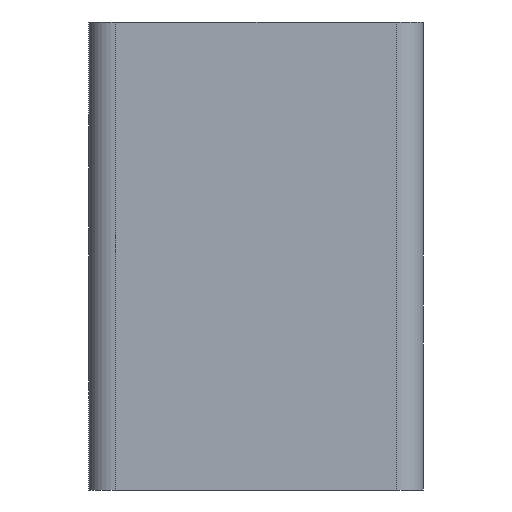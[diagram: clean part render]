
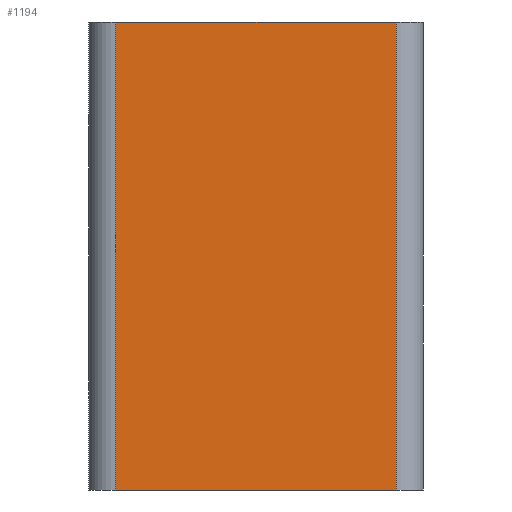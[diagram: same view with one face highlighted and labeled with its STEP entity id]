
A CAD part, left-side view. The second image highlights one B-rep face of the part: STEP entity #1194.
In plain terms, the highlighted planar face has unit normal (-1, 0, 0).
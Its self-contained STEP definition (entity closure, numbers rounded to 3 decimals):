
#75 = AXIS2_PLACEMENT_3D ( 'NONE', #1520, #1518, #1517 ) ;
#421 = VERTEX_POINT ( 'NONE', #657 ) ;
#430 = VERTEX_POINT ( 'NONE', #648 ) ;
#491 = VERTEX_POINT ( 'NONE', #590 ) ;
#499 = VERTEX_POINT ( 'NONE', #671 ) ;
#590 = CARTESIAN_POINT ( 'NONE',  ( -40., 46., -35. ) ) ;
#648 = CARTESIAN_POINT ( 'NONE',  ( -40., 46., 35. ) ) ;
#657 = CARTESIAN_POINT ( 'NONE',  ( -40., 4., 35. ) ) ;
#671 = CARTESIAN_POINT ( 'NONE',  ( -40., 4., -35. ) ) ;
#1089 = ORIENTED_EDGE ( 'NONE', *, *, #1201, .F. ) ;
#1095 = ORIENTED_EDGE ( 'NONE', *, *, #1200, .F. ) ;
#1097 = ORIENTED_EDGE ( 'NONE', *, *, #1202, .T. ) ;
#1102 = ORIENTED_EDGE ( 'NONE', *, *, #1204, .T. ) ;
#1136 = EDGE_LOOP ( 'NONE', ( #1097, #1095, #1089, #1102 ) ) ;
#1194 = ADVANCED_FACE ( 'NONE', ( #1611 ), #1618, .F. ) ;
#1200 = EDGE_CURVE ( 'NONE', #421, #499, #1526, .T. ) ;
#1201 = EDGE_CURVE ( 'NONE', #430, #421, #1440, .T. ) ;
#1202 = EDGE_CURVE ( 'NONE', #491, #499, #1437, .T. ) ;
#1204 = EDGE_CURVE ( 'NONE', #430, #491, #1266, .T. ) ;
#1264 = DIRECTION ( 'NONE',  ( 0., -1., 0. ) ) ;
#1266 = LINE ( 'NONE', #1527, #1890 ) ;
#1273 = CARTESIAN_POINT ( 'NONE',  ( -40., 4., 35. ) ) ;
#1283 = DIRECTION ( 'NONE',  ( 0., -1., 0. ) ) ;
#1284 = CARTESIAN_POINT ( 'NONE',  ( -40., 4., -35. ) ) ;
#1426 = DIRECTION ( 'NONE',  ( 0., 0., -1. ) ) ;
#1437 = LINE ( 'NONE', #1284, #1895 ) ;
#1440 = LINE ( 'NONE', #1273, #1896 ) ;
#1517 = DIRECTION ( 'NONE',  ( 0., 0., -1. ) ) ;
#1518 = DIRECTION ( 'NONE',  ( 1., 0., 0. ) ) ;
#1520 = CARTESIAN_POINT ( 'NONE',  ( -40., 4., 35. ) ) ;
#1526 = LINE ( 'NONE', #1582, #1893 ) ;
#1527 = CARTESIAN_POINT ( 'NONE',  ( -40., 46., 35. ) ) ;
#1575 = DIRECTION ( 'NONE',  ( 0., 0., -1. ) ) ;
#1582 = CARTESIAN_POINT ( 'NONE',  ( -40., 4., 35. ) ) ;
#1611 = FACE_OUTER_BOUND ( 'NONE', #1136, .T. ) ;
#1618 = PLANE ( 'NONE',  #75 ) ;
#1890 = VECTOR ( 'NONE', #1575, 1000. ) ;
#1893 = VECTOR ( 'NONE', #1426, 1000. ) ;
#1895 = VECTOR ( 'NONE', #1283, 1000. ) ;
#1896 = VECTOR ( 'NONE', #1264, 1000. ) ;
